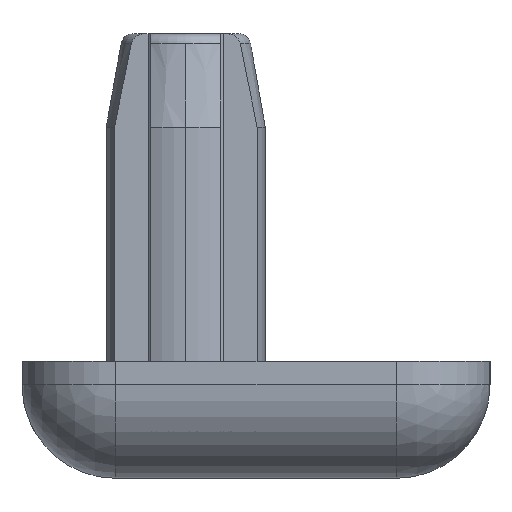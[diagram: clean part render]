
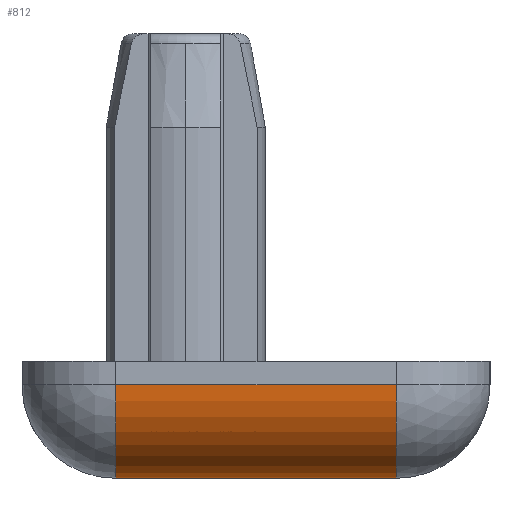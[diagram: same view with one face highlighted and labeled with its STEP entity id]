
A CAD part, left-side view. The second image highlights one B-rep face of the part: STEP entity #812.
In plain terms, the highlighted cylindrical face has radius 2 mm (diameter 4 mm), a partial arc.
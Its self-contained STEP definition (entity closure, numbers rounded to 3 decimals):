
#90 = AXIS2_PLACEMENT_3D ( 'NONE', #1352, #1435, #1402 ) ;
#196 = CARTESIAN_POINT ( 'NONE',  ( -20., -3., 2. ) ) ;
#272 = ORIENTED_EDGE ( 'NONE', *, *, #2468, .T. ) ;
#274 = ORIENTED_EDGE ( 'NONE', *, *, #2103, .F. ) ;
#292 = CARTESIAN_POINT ( 'NONE',  ( -18., 3., 2. ) ) ;
#299 = ORIENTED_EDGE ( 'NONE', *, *, #2501, .F. ) ;
#301 = DIRECTION ( 'NONE',  ( 0., -1., 0. ) ) ;
#305 = ORIENTED_EDGE ( 'NONE', *, *, #1042, .F. ) ;
#512 = DIRECTION ( 'NONE',  ( 1., 0., 0. ) ) ;
#546 = VERTEX_POINT ( 'NONE', #2626 ) ;
#810 = VERTEX_POINT ( 'NONE', #1390 ) ;
#812 = ADVANCED_FACE ( 'NONE', ( #1404 ), #1335, .T. ) ;
#1023 = LINE ( 'NONE', #2041, #1055 ) ;
#1039 = AXIS2_PLACEMENT_3D ( 'NONE', #1580, #301, #1773 ) ;
#1042 = EDGE_CURVE ( 'NONE', #1051, #1213, #1023, .T. ) ;
#1051 = VERTEX_POINT ( 'NONE', #2092 ) ;
#1055 = VECTOR ( 'NONE', #2638, 1000. ) ;
#1213 = VERTEX_POINT ( 'NONE', #196 ) ;
#1230 = CIRCLE ( 'NONE', #1039, 2. ) ;
#1267 = CIRCLE ( 'NONE', #1742, 2. ) ;
#1335 = CYLINDRICAL_SURFACE ( 'NONE', #90, 2. ) ;
#1352 = CARTESIAN_POINT ( 'NONE',  ( -18., 3., 2. ) ) ;
#1390 = CARTESIAN_POINT ( 'NONE',  ( -18., -3., 0. ) ) ;
#1402 = DIRECTION ( 'NONE',  ( 0., 0., -1. ) ) ;
#1404 = FACE_OUTER_BOUND ( 'NONE', #2085, .T. ) ;
#1435 = DIRECTION ( 'NONE',  ( 0., -1., 0. ) ) ;
#1580 = CARTESIAN_POINT ( 'NONE',  ( -18., -3., 2. ) ) ;
#1742 = AXIS2_PLACEMENT_3D ( 'NONE', #292, #1770, #512 ) ;
#1770 = DIRECTION ( 'NONE',  ( 0., -1., 0. ) ) ;
#1773 = DIRECTION ( 'NONE',  ( 0., 0., -1. ) ) ;
#1869 = CARTESIAN_POINT ( 'NONE',  ( -18., 3., 0. ) ) ;
#2022 = VECTOR ( 'NONE', #2080, 1000. ) ;
#2041 = CARTESIAN_POINT ( 'NONE',  ( -20., 3., 2. ) ) ;
#2061 = LINE ( 'NONE', #1869, #2022 ) ;
#2080 = DIRECTION ( 'NONE',  ( 0., 1., 0. ) ) ;
#2085 = EDGE_LOOP ( 'NONE', ( #272, #274, #299, #305 ) ) ;
#2092 = CARTESIAN_POINT ( 'NONE',  ( -20., 3., 2. ) ) ;
#2103 = EDGE_CURVE ( 'NONE', #810, #546, #2061, .T. ) ;
#2468 = EDGE_CURVE ( 'NONE', #1051, #546, #1267, .T. ) ;
#2501 = EDGE_CURVE ( 'NONE', #1213, #810, #1230, .T. ) ;
#2626 = CARTESIAN_POINT ( 'NONE',  ( -18., 3., 0. ) ) ;
#2638 = DIRECTION ( 'NONE',  ( 0., -1., 0. ) ) ;
